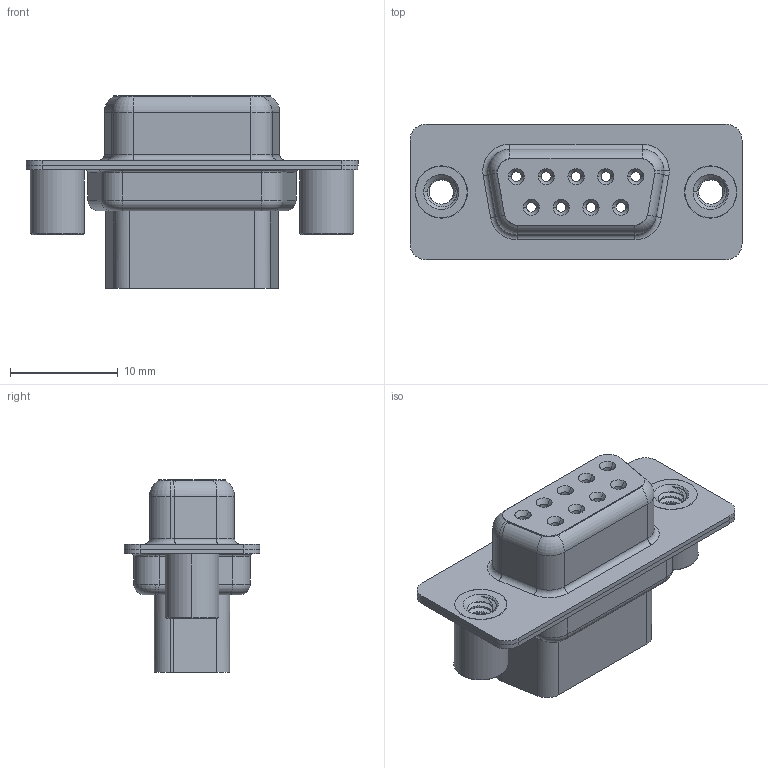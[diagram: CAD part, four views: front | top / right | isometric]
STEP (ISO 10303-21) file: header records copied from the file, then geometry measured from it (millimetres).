
FILE_DESCRIPTION (( 'STEP AP203' ), '1' );
FILE_NAME ('628-009-010-320.STEP', '2018-11-21T21:54:29', ( '' ), ( '' ), 'SwSTEP 2.0', 'SolidWorks 2016', '' );
FILE_SCHEMA (( 'CONFIG_CONTROL_DESIGN' ));
Length unit declared in the file: millimetre
Products named in the file (5): 628 Shell Front_09 Contacts; 628 Shell Rear_09 Contacts; 628 4-40 Threaded Standoff BS; 628-009-010-320; 628 Housing_09 HP
Assembly tree (5 placements, depth 2):
  628-009-010-320
    628 Housing_09 HP
    628 Shell Front_09 Contacts
    628 Shell Rear_09 Contacts
    628 4-40 Threaded Standoff BS  x2
Bounding box: 30.8 x 12.6 x 17.9 mm (x, y, z)
Volume: 2243.1 mm3; surface area: 4285.3 mm2
Topology: 5 solids, 5 shells, 418 faces, 1001 edges, 631 vertices
Faces by surface type: cylinder 229, plane 94, torus 57, cone 32, bspline 6
Entity records: 13137 total; most frequent: CARTESIAN_POINT 3735, DIRECTION 1991, ORIENTED_EDGE 1776, EDGE_CURVE 888, AXIS2_PLACEMENT_3D 821, VERTEX_POINT 558, EDGE_LOOP 442, CIRCLE 442
